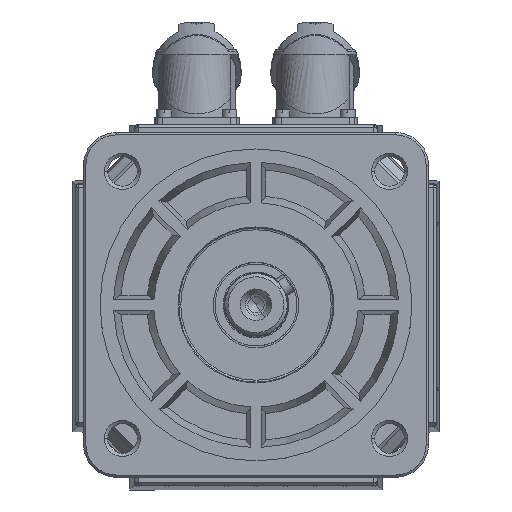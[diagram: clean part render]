
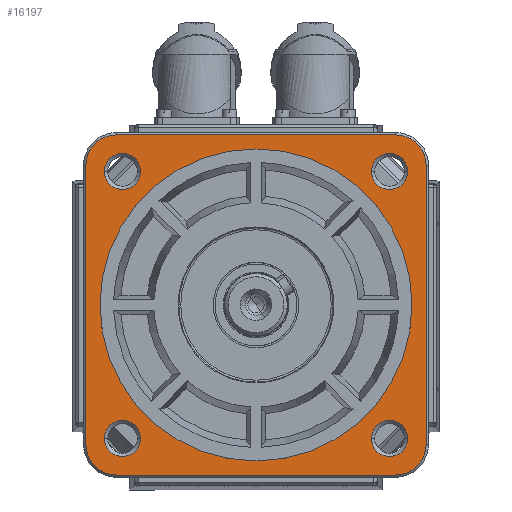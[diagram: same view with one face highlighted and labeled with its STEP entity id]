
A CAD part, top view. The second image highlights one B-rep face of the part: STEP entity #16197.
In plain terms, the highlighted planar face has unit normal (0, 0, 1).
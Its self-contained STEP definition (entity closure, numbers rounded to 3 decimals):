
#13584=CARTESIAN_POINT('',(-47.5,0.,205.5));
#13585=VERTEX_POINT('',#13584);
#13594=CARTESIAN_POINT('',(47.5,0.,205.5));
#13595=VERTEX_POINT('',#13594);
#13596=CARTESIAN_POINT('',(0.,0.,205.5));
#13597=DIRECTION('',(0.0,0.0,1.0));
#13598=DIRECTION('',(-1.0,0.0,0.0));
#13599=AXIS2_PLACEMENT_3D('',#13596,#13597,#13598);
#13600=CIRCLE('',#13599,47.5);
#13601=EDGE_CURVE('',#13585,#13595,#13600,.T.);
#13689=CARTESIAN_POINT('',(-46.159,40.659,205.5));
#13690=VERTEX_POINT('',#13689);
#13704=CARTESIAN_POINT('',(-35.159,40.659,205.5));
#13705=VERTEX_POINT('',#13704);
#13712=CARTESIAN_POINT('',(-40.659,40.659,205.5));
#13713=DIRECTION('',(0.0,0.0,1.0));
#13714=DIRECTION('',(-1.0,0.0,0.0));
#13715=AXIS2_PLACEMENT_3D('',#13712,#13713,#13714);
#13716=CIRCLE('',#13715,5.5);
#13717=EDGE_CURVE('',#13705,#13690,#13716,.T.);
#13790=CARTESIAN_POINT('',(35.159,40.659,205.5));
#13791=VERTEX_POINT('',#13790);
#13805=CARTESIAN_POINT('',(46.159,40.659,205.5));
#13806=VERTEX_POINT('',#13805);
#13813=CARTESIAN_POINT('',(40.659,40.659,205.5));
#13814=DIRECTION('',(0.0,0.0,1.0));
#13815=DIRECTION('',(-1.0,0.0,0.0));
#13816=AXIS2_PLACEMENT_3D('',#13813,#13814,#13815);
#13817=CIRCLE('',#13816,5.5);
#13818=EDGE_CURVE('',#13806,#13791,#13817,.T.);
#13891=CARTESIAN_POINT('',(35.159,-40.659,205.5));
#13892=VERTEX_POINT('',#13891);
#13906=CARTESIAN_POINT('',(46.159,-40.659,205.5));
#13907=VERTEX_POINT('',#13906);
#13914=CARTESIAN_POINT('',(40.659,-40.659,205.5));
#13915=DIRECTION('',(0.0,0.0,1.0));
#13916=DIRECTION('',(-1.0,0.0,0.0));
#13917=AXIS2_PLACEMENT_3D('',#13914,#13915,#13916);
#13918=CIRCLE('',#13917,5.5);
#13919=EDGE_CURVE('',#13907,#13892,#13918,.T.);
#13992=CARTESIAN_POINT('',(-46.159,-40.659,205.5));
#13993=VERTEX_POINT('',#13992);
#14007=CARTESIAN_POINT('',(-35.159,-40.659,205.5));
#14008=VERTEX_POINT('',#14007);
#14015=CARTESIAN_POINT('',(-40.659,-40.659,205.5));
#14016=DIRECTION('',(0.0,0.0,1.0));
#14017=DIRECTION('',(-1.0,0.0,0.0));
#14018=AXIS2_PLACEMENT_3D('',#14015,#14016,#14017);
#14019=CIRCLE('',#14018,5.5);
#14020=EDGE_CURVE('',#14008,#13993,#14019,.T.);
#16066=CARTESIAN_POINT('',(-40.659,-40.659,205.5));
#16067=DIRECTION('',(0.0,0.0,1.0));
#16068=DIRECTION('',(-1.0,0.0,0.0));
#16069=AXIS2_PLACEMENT_3D('',#16066,#16067,#16068);
#16070=CIRCLE('',#16069,5.5);
#16071=EDGE_CURVE('',#13993,#14008,#16070,.T.);
#16078=CARTESIAN_POINT('',(0.,0.,205.5));
#16079=DIRECTION('',(0.0,0.0,-1.0));
#16080=DIRECTION('',(-1.0,0.0,0.0));
#16081=AXIS2_PLACEMENT_3D('',#16078,#16079,#16080);
#16082=PLANE('',#16081);
#16083=CARTESIAN_POINT('',(-42.5,51.8,205.5));
#16084=VERTEX_POINT('',#16083);
#16085=CARTESIAN_POINT('',(42.5,51.8,205.5));
#16086=VERTEX_POINT('',#16085);
#16087=CARTESIAN_POINT('',(-42.5,51.8,205.5));
#16088=DIRECTION('',(1.0,0.0,0.0));
#16089=VECTOR('',#16088,85.);
#16090=LINE('',#16087,#16089);
#16091=EDGE_CURVE('',#16084,#16086,#16090,.T.);
#16092=ORIENTED_EDGE('',*,*,#16091,.F.);
#16093=CARTESIAN_POINT('',(-51.8,42.5,205.5));
#16094=VERTEX_POINT('',#16093);
#16095=CARTESIAN_POINT('',(-42.5,42.5,205.5));
#16096=DIRECTION('',(0.0,0.0,-1.0));
#16097=DIRECTION('',(0.0,1.0,0.0));
#16098=AXIS2_PLACEMENT_3D('',#16095,#16096,#16097);
#16099=CIRCLE('',#16098,9.3);
#16100=EDGE_CURVE('',#16094,#16084,#16099,.T.);
#16101=ORIENTED_EDGE('',*,*,#16100,.F.);
#16102=CARTESIAN_POINT('',(-51.8,-42.5,205.5));
#16103=VERTEX_POINT('',#16102);
#16104=CARTESIAN_POINT('',(-51.8,-42.5,205.5));
#16105=DIRECTION('',(0.0,1.0,0.0));
#16106=VECTOR('',#16105,85.);
#16107=LINE('',#16104,#16106);
#16108=EDGE_CURVE('',#16103,#16094,#16107,.T.);
#16109=ORIENTED_EDGE('',*,*,#16108,.F.);
#16110=CARTESIAN_POINT('',(-42.5,-51.8,205.5));
#16111=VERTEX_POINT('',#16110);
#16112=CARTESIAN_POINT('',(-42.5,-42.5,205.5));
#16113=DIRECTION('',(0.0,0.0,-1.0));
#16114=DIRECTION('',(-1.0,0.0,0.0));
#16115=AXIS2_PLACEMENT_3D('',#16112,#16113,#16114);
#16116=CIRCLE('',#16115,9.3);
#16117=EDGE_CURVE('',#16111,#16103,#16116,.T.);
#16118=ORIENTED_EDGE('',*,*,#16117,.F.);
#16119=CARTESIAN_POINT('',(42.5,-51.8,205.5));
#16120=VERTEX_POINT('',#16119);
#16121=CARTESIAN_POINT('',(42.5,-51.8,205.5));
#16122=DIRECTION('',(-1.0,0.0,0.0));
#16123=VECTOR('',#16122,85.);
#16124=LINE('',#16121,#16123);
#16125=EDGE_CURVE('',#16120,#16111,#16124,.T.);
#16126=ORIENTED_EDGE('',*,*,#16125,.F.);
#16127=CARTESIAN_POINT('',(51.8,-42.5,205.5));
#16128=VERTEX_POINT('',#16127);
#16129=CARTESIAN_POINT('',(42.5,-42.5,205.5));
#16130=DIRECTION('',(0.0,0.0,-1.0));
#16131=DIRECTION('',(0.0,-1.0,0.0));
#16132=AXIS2_PLACEMENT_3D('',#16129,#16130,#16131);
#16133=CIRCLE('',#16132,9.3);
#16134=EDGE_CURVE('',#16128,#16120,#16133,.T.);
#16135=ORIENTED_EDGE('',*,*,#16134,.F.);
#16136=CARTESIAN_POINT('',(51.8,42.5,205.5));
#16137=VERTEX_POINT('',#16136);
#16138=CARTESIAN_POINT('',(51.8,42.5,205.5));
#16139=DIRECTION('',(0.0,-1.0,0.0));
#16140=VECTOR('',#16139,85.);
#16141=LINE('',#16138,#16140);
#16142=EDGE_CURVE('',#16137,#16128,#16141,.T.);
#16143=ORIENTED_EDGE('',*,*,#16142,.F.);
#16144=CARTESIAN_POINT('',(42.5,42.5,205.5));
#16145=DIRECTION('',(0.0,0.0,-1.0));
#16146=DIRECTION('',(1.0,0.0,0.0));
#16147=AXIS2_PLACEMENT_3D('',#16144,#16145,#16146);
#16148=CIRCLE('',#16147,9.3);
#16149=EDGE_CURVE('',#16086,#16137,#16148,.T.);
#16150=ORIENTED_EDGE('',*,*,#16149,.F.);
#16151=EDGE_LOOP('',(#16092,#16101,#16109,#16118,#16126,#16135,#16143,#16150));
#16152=FACE_OUTER_BOUND('',#16151,.T.);
#16153=ORIENTED_EDGE('',*,*,#13919,.F.);
#16154=CARTESIAN_POINT('',(40.659,-40.659,205.5));
#16155=DIRECTION('',(0.0,0.0,1.0));
#16156=DIRECTION('',(-1.0,0.0,0.0));
#16157=AXIS2_PLACEMENT_3D('',#16154,#16155,#16156);
#16158=CIRCLE('',#16157,5.5);
#16159=EDGE_CURVE('',#13892,#13907,#16158,.T.);
#16160=ORIENTED_EDGE('',*,*,#16159,.F.);
#16161=EDGE_LOOP('',(#16153,#16160));
#16162=FACE_BOUND('',#16161,.T.);
#16163=ORIENTED_EDGE('',*,*,#13717,.F.);
#16164=CARTESIAN_POINT('',(-40.659,40.659,205.5));
#16165=DIRECTION('',(0.0,0.0,1.0));
#16166=DIRECTION('',(-1.0,0.0,0.0));
#16167=AXIS2_PLACEMENT_3D('',#16164,#16165,#16166);
#16168=CIRCLE('',#16167,5.5);
#16169=EDGE_CURVE('',#13690,#13705,#16168,.T.);
#16170=ORIENTED_EDGE('',*,*,#16169,.F.);
#16171=EDGE_LOOP('',(#16163,#16170));
#16172=FACE_BOUND('',#16171,.T.);
#16173=CARTESIAN_POINT('',(0.,0.,205.5));
#16174=DIRECTION('',(0.0,0.0,1.0));
#16175=DIRECTION('',(-1.0,0.0,0.0));
#16176=AXIS2_PLACEMENT_3D('',#16173,#16174,#16175);
#16177=CIRCLE('',#16176,47.5);
#16178=EDGE_CURVE('',#13595,#13585,#16177,.T.);
#16179=ORIENTED_EDGE('',*,*,#16178,.F.);
#16180=ORIENTED_EDGE('',*,*,#13601,.F.);
#16181=EDGE_LOOP('',(#16179,#16180));
#16182=FACE_BOUND('',#16181,.T.);
#16183=ORIENTED_EDGE('',*,*,#13818,.F.);
#16184=CARTESIAN_POINT('',(40.659,40.659,205.5));
#16185=DIRECTION('',(0.0,0.0,1.0));
#16186=DIRECTION('',(-1.0,0.0,0.0));
#16187=AXIS2_PLACEMENT_3D('',#16184,#16185,#16186);
#16188=CIRCLE('',#16187,5.5);
#16189=EDGE_CURVE('',#13791,#13806,#16188,.T.);
#16190=ORIENTED_EDGE('',*,*,#16189,.F.);
#16191=EDGE_LOOP('',(#16183,#16190));
#16192=FACE_BOUND('',#16191,.T.);
#16193=ORIENTED_EDGE('',*,*,#14020,.F.);
#16194=ORIENTED_EDGE('',*,*,#16071,.F.);
#16195=EDGE_LOOP('',(#16193,#16194));
#16196=FACE_BOUND('',#16195,.T.);
#16197=ADVANCED_FACE('',(#16152,#16162,#16172,#16182,#16192,#16196),#16082,.F.);
